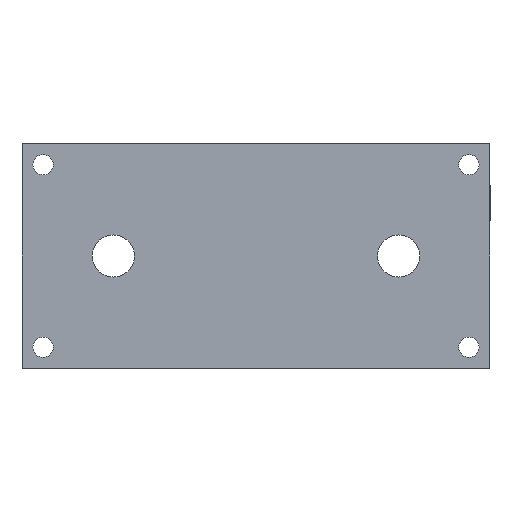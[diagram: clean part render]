
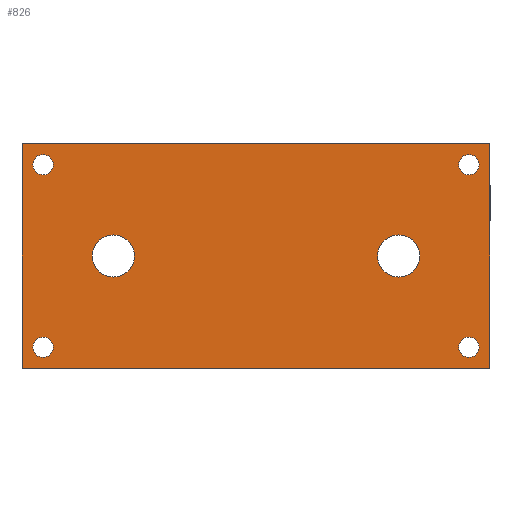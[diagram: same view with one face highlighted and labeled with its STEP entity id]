
A CAD part, front view. The second image highlights one B-rep face of the part: STEP entity #826.
In plain terms, the highlighted planar face has unit normal (0, -1, 0).
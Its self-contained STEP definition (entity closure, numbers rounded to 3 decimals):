
#9 = LINE ( 'NONE', #391, #185 ) ;
#24 = DIRECTION ( 'NONE',  ( 0., 0., -1. ) ) ;
#45 = VERTEX_POINT ( 'NONE', #314 ) ;
#46 = ORIENTED_EDGE ( 'NONE', *, *, #502, .T. ) ;
#56 = CIRCLE ( 'NONE', #799, 1.45 ) ;
#59 = CARTESIAN_POINT ( 'NONE',  ( 13., 0., -16. ) ) ;
#66 = FACE_BOUND ( 'NONE', #797, .T. ) ;
#74 = ORIENTED_EDGE ( 'NONE', *, *, #982, .T. ) ;
#77 = EDGE_CURVE ( 'NONE', #45, #96, #142, .T. ) ;
#87 = ORIENTED_EDGE ( 'NONE', *, *, #575, .T. ) ;
#89 = EDGE_CURVE ( 'NONE', #200, #744, #9, .T. ) ;
#92 = EDGE_LOOP ( 'NONE', ( #46, #617 ) ) ;
#96 = VERTEX_POINT ( 'NONE', #214 ) ;
#98 = CIRCLE ( 'NONE', #778, 1.45 ) ;
#100 = CIRCLE ( 'NONE', #1282, 3. ) ;
#110 = DIRECTION ( 'NONE',  ( 0., 0., -1. ) ) ;
#127 = VERTEX_POINT ( 'NONE', #490 ) ;
#140 = DIRECTION ( 'NONE',  ( 1., 0., 0. ) ) ;
#141 = DIRECTION ( 'NONE',  ( 0., -1., 0. ) ) ;
#142 = CIRCLE ( 'NONE', #316, 1.45 ) ;
#155 = EDGE_CURVE ( 'NONE', #452, #200, #597, .T. ) ;
#158 = FACE_BOUND ( 'NONE', #92, .T. ) ;
#174 = EDGE_LOOP ( 'NONE', ( #1092, #87 ) ) ;
#185 = VECTOR ( 'NONE', #1089, 1000. ) ;
#198 = DIRECTION ( 'NONE',  ( 0., 0., -1. ) ) ;
#200 = VERTEX_POINT ( 'NONE', #847 ) ;
#203 = CARTESIAN_POINT ( 'NONE',  ( 63.6, 0., -30.45 ) ) ;
#214 = CARTESIAN_POINT ( 'NONE',  ( 63.6, 0., -1.55 ) ) ;
#234 = CARTESIAN_POINT ( 'NONE',  ( 63.6, 0., -29. ) ) ;
#244 = ORIENTED_EDGE ( 'NONE', *, *, #155, .F. ) ;
#259 = AXIS2_PLACEMENT_3D ( 'NONE', #1219, #922, #110 ) ;
#263 = ORIENTED_EDGE ( 'NONE', *, *, #1049, .F. ) ;
#267 = CIRCLE ( 'NONE', #998, 1.45 ) ;
#270 = FACE_BOUND ( 'NONE', #700, .T. ) ;
#276 = CIRCLE ( 'NONE', #718, 3. ) ;
#279 = DIRECTION ( 'NONE',  ( 0., 0., -1. ) ) ;
#280 = EDGE_CURVE ( 'NONE', #483, #1073, #267, .T. ) ;
#283 = ORIENTED_EDGE ( 'NONE', *, *, #1256, .F. ) ;
#314 = CARTESIAN_POINT ( 'NONE',  ( 63.6, 0., -4.45 ) ) ;
#315 = ORIENTED_EDGE ( 'NONE', *, *, #866, .F. ) ;
#316 = AXIS2_PLACEMENT_3D ( 'NONE', #713, #602, #1206 ) ;
#337 = ORIENTED_EDGE ( 'NONE', *, *, #422, .T. ) ;
#340 = CARTESIAN_POINT ( 'NONE',  ( 0., 0., 0. ) ) ;
#346 = EDGE_CURVE ( 'NONE', #96, #45, #568, .T. ) ;
#360 = CARTESIAN_POINT ( 'NONE',  ( 3., 0., -3. ) ) ;
#364 = VERTEX_POINT ( 'NONE', #580 ) ;
#366 = DIRECTION ( 'NONE',  ( 0., 0., -1. ) ) ;
#369 = EDGE_CURVE ( 'NONE', #897, #1019, #507, .T. ) ;
#380 = AXIS2_PLACEMENT_3D ( 'NONE', #1076, #1264, #952 ) ;
#384 = CARTESIAN_POINT ( 'NONE',  ( 3., 0., -1.55 ) ) ;
#386 = DIRECTION ( 'NONE',  ( 0., 1., 0. ) ) ;
#390 = CARTESIAN_POINT ( 'NONE',  ( 3., 0., -29. ) ) ;
#391 = CARTESIAN_POINT ( 'NONE',  ( 0., 0., -32. ) ) ;
#392 = ORIENTED_EDGE ( 'NONE', *, *, #769, .F. ) ;
#393 = DIRECTION ( 'NONE',  ( 0., 0., -1. ) ) ;
#418 = VERTEX_POINT ( 'NONE', #1062 ) ;
#422 = EDGE_CURVE ( 'NONE', #1073, #483, #98, .T. ) ;
#452 = VERTEX_POINT ( 'NONE', #574 ) ;
#454 = CARTESIAN_POINT ( 'NONE',  ( 53.6, 0., -19. ) ) ;
#462 = CARTESIAN_POINT ( 'NONE',  ( 63.6, 0., -29. ) ) ;
#473 = CARTESIAN_POINT ( 'NONE',  ( 0., 0., 0. ) ) ;
#475 = DIRECTION ( 'NONE',  ( 0., 0., -1. ) ) ;
#479 = CARTESIAN_POINT ( 'NONE',  ( 13., 0., -16. ) ) ;
#483 = VERTEX_POINT ( 'NONE', #203 ) ;
#488 = CARTESIAN_POINT ( 'NONE',  ( 3., 0., -3. ) ) ;
#490 = CARTESIAN_POINT ( 'NONE',  ( 3., 0., -30.45 ) ) ;
#502 = EDGE_CURVE ( 'NONE', #1019, #897, #1281, .T. ) ;
#507 = CIRCLE ( 'NONE', #1176, 1.45 ) ;
#515 = CARTESIAN_POINT ( 'NONE',  ( 0., 0., 0. ) ) ;
#531 = CIRCLE ( 'NONE', #259, 1.45 ) ;
#542 = DIRECTION ( 'NONE',  ( 0., 0., -1. ) ) ;
#546 = EDGE_LOOP ( 'NONE', ( #392, #315 ) ) ;
#558 = VERTEX_POINT ( 'NONE', #614 ) ;
#562 = DIRECTION ( 'NONE',  ( 0., 0., -1. ) ) ;
#566 = FACE_BOUND ( 'NONE', #1162, .T. ) ;
#568 = CIRCLE ( 'NONE', #380, 1.45 ) ;
#574 = CARTESIAN_POINT ( 'NONE',  ( 66.6, 0., 0. ) ) ;
#575 = EDGE_CURVE ( 'NONE', #127, #774, #56, .T. ) ;
#580 = CARTESIAN_POINT ( 'NONE',  ( 13., 0., -19. ) ) ;
#597 = LINE ( 'NONE', #1103, #1232 ) ;
#602 = DIRECTION ( 'NONE',  ( 0., 1., 0. ) ) ;
#611 = CARTESIAN_POINT ( 'NONE',  ( 63.6, 0., -27.55 ) ) ;
#614 = CARTESIAN_POINT ( 'NONE',  ( 13., 0., -13. ) ) ;
#617 = ORIENTED_EDGE ( 'NONE', *, *, #369, .T. ) ;
#633 = CIRCLE ( 'NONE', #739, 3. ) ;
#639 = CARTESIAN_POINT ( 'NONE',  ( 53.6, 0., -16. ) ) ;
#652 = PLANE ( 'NONE',  #780 ) ;
#660 = FACE_BOUND ( 'NONE', #546, .T. ) ;
#674 = VERTEX_POINT ( 'NONE', #340 ) ;
#683 = ORIENTED_EDGE ( 'NONE', *, *, #775, .T. ) ;
#700 = EDGE_LOOP ( 'NONE', ( #1272, #1132 ) ) ;
#705 = DIRECTION ( 'NONE',  ( 0., 1., 0. ) ) ;
#713 = CARTESIAN_POINT ( 'NONE',  ( 63.6, 0., -3. ) ) ;
#716 = AXIS2_PLACEMENT_3D ( 'NONE', #488, #705, #1095 ) ;
#718 = AXIS2_PLACEMENT_3D ( 'NONE', #862, #1262, #776 ) ;
#733 = DIRECTION ( 'NONE',  ( 0., 1., 0. ) ) ;
#739 = AXIS2_PLACEMENT_3D ( 'NONE', #639, #1039, #542 ) ;
#744 = VERTEX_POINT ( 'NONE', #1215 ) ;
#761 = CIRCLE ( 'NONE', #865, 3. ) ;
#769 = EDGE_CURVE ( 'NONE', #418, #1259, #633, .T. ) ;
#771 = DIRECTION ( 'NONE',  ( 0., 1., 0. ) ) ;
#774 = VERTEX_POINT ( 'NONE', #1020 ) ;
#775 = EDGE_CURVE ( 'NONE', #558, #364, #100, .T. ) ;
#776 = DIRECTION ( 'NONE',  ( 0., 0., -1. ) ) ;
#778 = AXIS2_PLACEMENT_3D ( 'NONE', #462, #771, #475 ) ;
#780 = AXIS2_PLACEMENT_3D ( 'NONE', #473, #141, #562 ) ;
#797 = EDGE_LOOP ( 'NONE', ( #337, #854 ) ) ;
#799 = AXIS2_PLACEMENT_3D ( 'NONE', #390, #386, #198 ) ;
#803 = CARTESIAN_POINT ( 'NONE',  ( 3., 0., -4.45 ) ) ;
#821 = DIRECTION ( 'NONE',  ( 0., 0., 1. ) ) ;
#826 = ADVANCED_FACE ( 'NONE', ( #660, #270, #857, #158, #66, #1046, #566 ), #652, .T. ) ;
#843 = CARTESIAN_POINT ( 'NONE',  ( 0., 0., 0. ) ) ;
#846 = VECTOR ( 'NONE', #821, 1000. ) ;
#847 = CARTESIAN_POINT ( 'NONE',  ( 66.6, 0., -32. ) ) ;
#854 = ORIENTED_EDGE ( 'NONE', *, *, #280, .T. ) ;
#857 = FACE_BOUND ( 'NONE', #174, .T. ) ;
#862 = CARTESIAN_POINT ( 'NONE',  ( 53.6, 0., -16. ) ) ;
#865 = AXIS2_PLACEMENT_3D ( 'NONE', #479, #1094, #393 ) ;
#866 = EDGE_CURVE ( 'NONE', #1259, #418, #276, .T. ) ;
#897 = VERTEX_POINT ( 'NONE', #803 ) ;
#922 = DIRECTION ( 'NONE',  ( 0., 1., 0. ) ) ;
#952 = DIRECTION ( 'NONE',  ( 0., 0., -1. ) ) ;
#978 = DIRECTION ( 'NONE',  ( 0., 1., 0. ) ) ;
#982 = EDGE_CURVE ( 'NONE', #364, #558, #761, .T. ) ;
#992 = DIRECTION ( 'NONE',  ( 0., 0., -1. ) ) ;
#998 = AXIS2_PLACEMENT_3D ( 'NONE', #234, #733, #24 ) ;
#999 = ORIENTED_EDGE ( 'NONE', *, *, #89, .F. ) ;
#1019 = VERTEX_POINT ( 'NONE', #384 ) ;
#1020 = CARTESIAN_POINT ( 'NONE',  ( 3., 0., -27.55 ) ) ;
#1039 = DIRECTION ( 'NONE',  ( 0., -1., 0. ) ) ;
#1045 = LINE ( 'NONE', #843, #1091 ) ;
#1046 = FACE_OUTER_BOUND ( 'NONE', #1201, .T. ) ;
#1049 = EDGE_CURVE ( 'NONE', #744, #674, #1203, .T. ) ;
#1061 = DIRECTION ( 'NONE',  ( 0., 1., 0. ) ) ;
#1062 = CARTESIAN_POINT ( 'NONE',  ( 53.6, 0., -13. ) ) ;
#1073 = VERTEX_POINT ( 'NONE', #611 ) ;
#1076 = CARTESIAN_POINT ( 'NONE',  ( 63.6, 0., -3. ) ) ;
#1089 = DIRECTION ( 'NONE',  ( -1., 0., 0. ) ) ;
#1091 = VECTOR ( 'NONE', #140, 1000. ) ;
#1092 = ORIENTED_EDGE ( 'NONE', *, *, #1295, .T. ) ;
#1094 = DIRECTION ( 'NONE',  ( 0., 1., 0. ) ) ;
#1095 = DIRECTION ( 'NONE',  ( 0., 0., -1. ) ) ;
#1103 = CARTESIAN_POINT ( 'NONE',  ( 66.6, 0., 0. ) ) ;
#1132 = ORIENTED_EDGE ( 'NONE', *, *, #77, .T. ) ;
#1162 = EDGE_LOOP ( 'NONE', ( #683, #74 ) ) ;
#1176 = AXIS2_PLACEMENT_3D ( 'NONE', #360, #978, #279 ) ;
#1201 = EDGE_LOOP ( 'NONE', ( #263, #999, #244, #283 ) ) ;
#1203 = LINE ( 'NONE', #515, #846 ) ;
#1206 = DIRECTION ( 'NONE',  ( 0., 0., -1. ) ) ;
#1215 = CARTESIAN_POINT ( 'NONE',  ( 0., 0., -32. ) ) ;
#1219 = CARTESIAN_POINT ( 'NONE',  ( 3., 0., -29. ) ) ;
#1232 = VECTOR ( 'NONE', #992, 1000. ) ;
#1256 = EDGE_CURVE ( 'NONE', #674, #452, #1045, .T. ) ;
#1259 = VERTEX_POINT ( 'NONE', #454 ) ;
#1262 = DIRECTION ( 'NONE',  ( 0., -1., 0. ) ) ;
#1264 = DIRECTION ( 'NONE',  ( 0., 1., 0. ) ) ;
#1272 = ORIENTED_EDGE ( 'NONE', *, *, #346, .T. ) ;
#1281 = CIRCLE ( 'NONE', #716, 1.45 ) ;
#1282 = AXIS2_PLACEMENT_3D ( 'NONE', #59, #1061, #366 ) ;
#1295 = EDGE_CURVE ( 'NONE', #774, #127, #531, .T. ) ;
